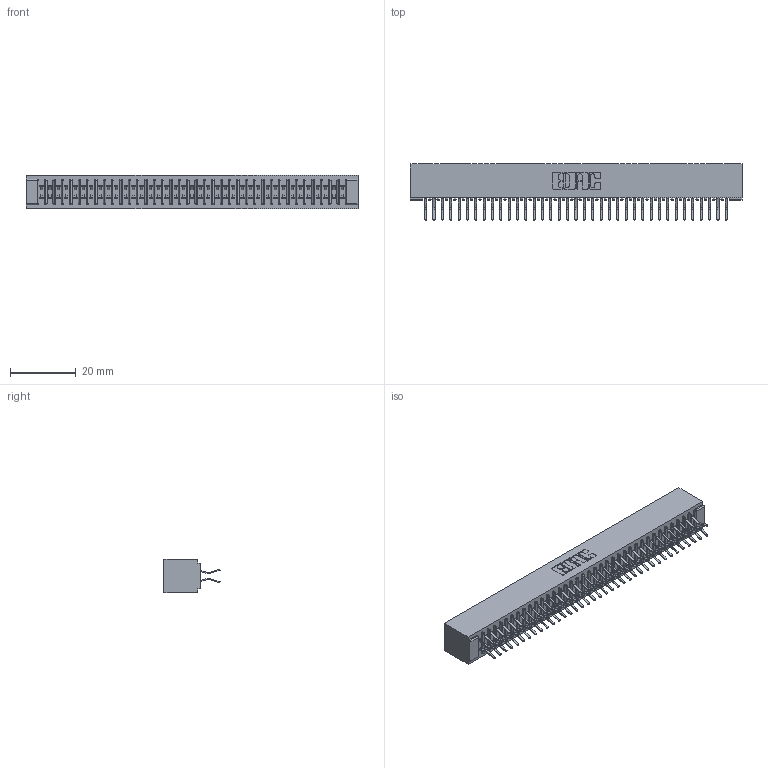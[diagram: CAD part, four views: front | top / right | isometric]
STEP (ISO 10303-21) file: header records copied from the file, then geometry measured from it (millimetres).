
FILE_DESCRIPTION (( 'STEP AP203' ), '1' );
FILE_NAME ('391-074-556-201.STEP', '2018-08-09T14:46:50', ( '' ), ( '' ), 'SwSTEP 2.0', 'SolidWorks 2016', '' );
FILE_SCHEMA (( 'CONFIG_CONTROL_DESIGN' ));
Length unit declared in the file: inch
Products named in the file (3): 341 Part_No Mounting Lugs; 341-292-001_341-292-156; 391-074-556-201
Assembly tree (75 placements, depth 2):
  391-074-556-201
    341 Part_No Mounting Lugs
    341-292-001_341-292-156  x74
Bounding box: 100.97 x 17.07 x 10.16 mm (x, y, z)
Volume: 7710.8 mm3; surface area: 14368.9 mm2
Topology: 75 solids, 75 shells, 5288 faces, 15351 edges, 9958 vertices
Faces by surface type: plane 3024, cylinder 2116, sphere 76, torus 72
Entity records: 45306 total; most frequent: CARTESIAN_POINT 7531, ORIENTED_EDGE 7482, DIRECTION 7315, EDGE_CURVE 3741, LINE 3015, VECTOR 3015, VERTEX_POINT 2366, AXIS2_PLACEMENT_3D 2150
